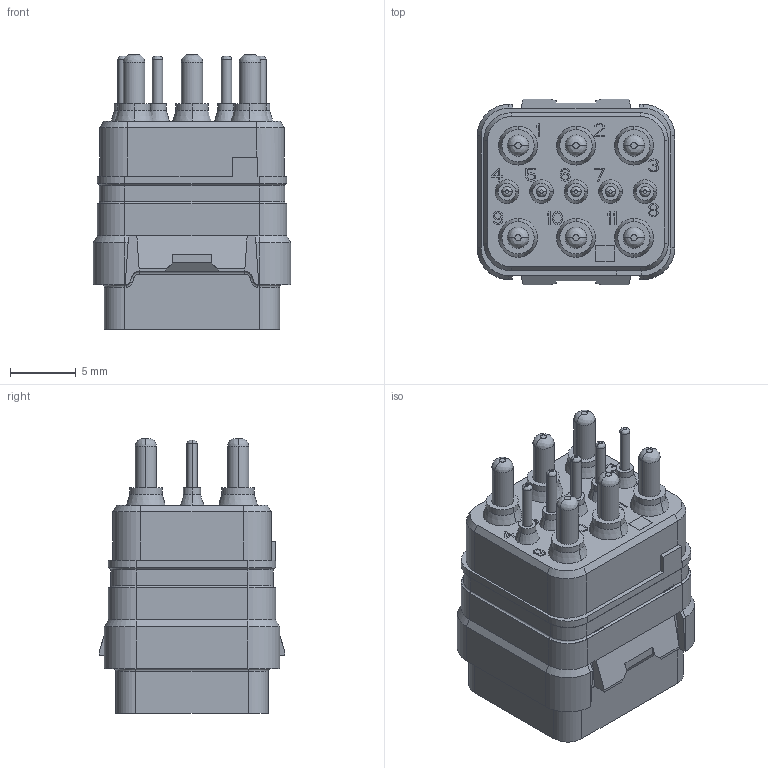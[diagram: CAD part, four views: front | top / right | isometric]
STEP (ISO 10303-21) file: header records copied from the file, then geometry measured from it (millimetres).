
FILE_DESCRIPTION((''),'2;1');
FILE_NAME('SIMM9901PNC','2020-01-20T',('presta_be4'),(''),'CREO PARAMETRIC BY PTC INC, 2018360','CREO PARAMETRIC BY PTC INC, 2018360','');
FILE_SCHEMA(('CONFIG_CONTROL_DESIGN'));
Products named in the file (1): SIMM9901PNC
Bounding box: 15 x 14.1 x 20.87 mm (x, y, z)
Volume: 1839.8 mm3; surface area: 4290.8 mm2
Topology: 1 solids, 1 shells, 2233 faces, 5411 edges, 3337 vertices
Faces by surface type: plane 1127, cylinder 482, torus 286, cone 264, bspline 74
Entity records: 66016 total; most frequent: CARTESIAN_POINT 12833, DIRECTION 11416, ORIENTED_EDGE 10778, EDGE_CURVE 5389, AXIS2_PLACEMENT_3D 3920, VECTOR 3576, LINE 3576, VERTEX_POINT 3337
